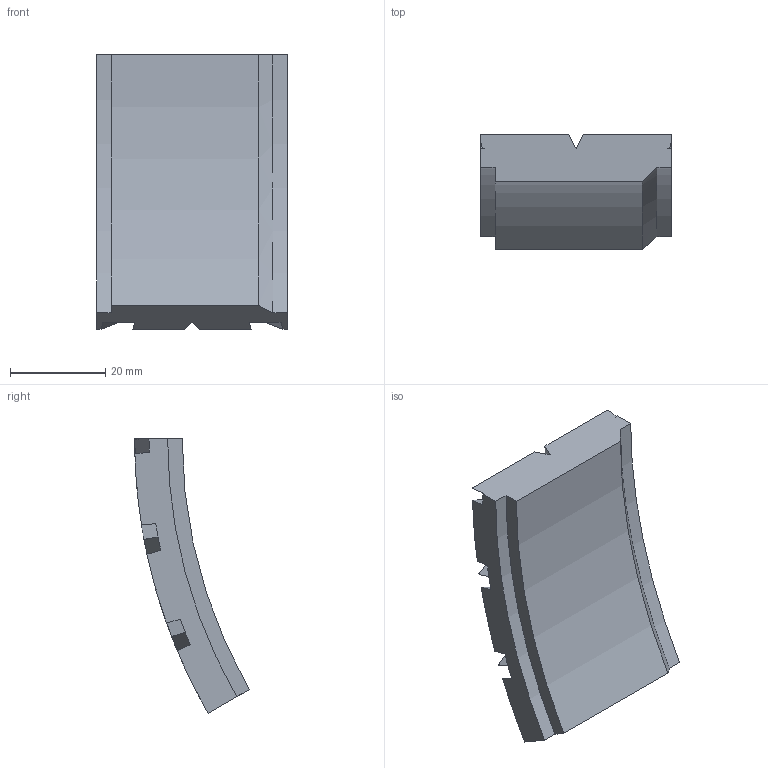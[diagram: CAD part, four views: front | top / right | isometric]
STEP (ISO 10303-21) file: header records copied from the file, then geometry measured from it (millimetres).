
FILE_DESCRIPTION (( 'STEP AP214' ), '1' );
FILE_NAME ('stupid tire v4_cut.STEP', '2025-02-02T22:03:24', ( '' ), ( '' ), 'SwSTEP 2.0', 'SolidWorks 2024', '' );
FILE_SCHEMA (( 'AUTOMOTIVE_DESIGN' ));
Length unit declared in the file: millimetre
Products named in the file (1): stupid tire v4_cut
Bounding box: 40 x 24.02 x 57.5 mm (x, y, z)
Volume: 19418.4 mm3; surface area: 7810 mm2
Topology: 1 solids, 1 shells, 62 faces, 162 edges, 104 vertices
Faces by surface type: plane 35, cylinder 18, cone 9
Entity records: 1921 total; most frequent: CARTESIAN_POINT 509, ORIENTED_EDGE 324, DIRECTION 264, EDGE_CURVE 162, VERTEX_POINT 104, AXIS2_PLACEMENT_3D 99, LINE 66, VECTOR 66
